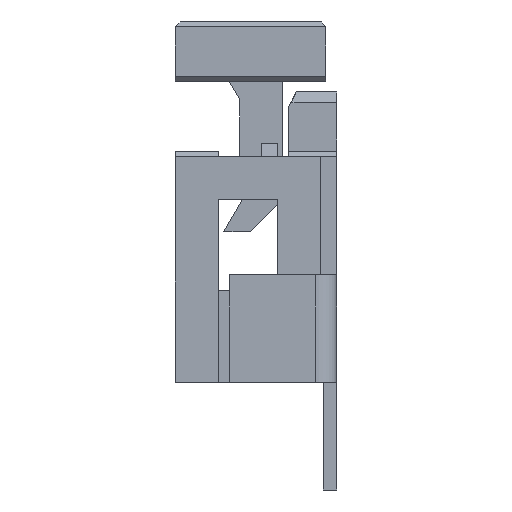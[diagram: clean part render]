
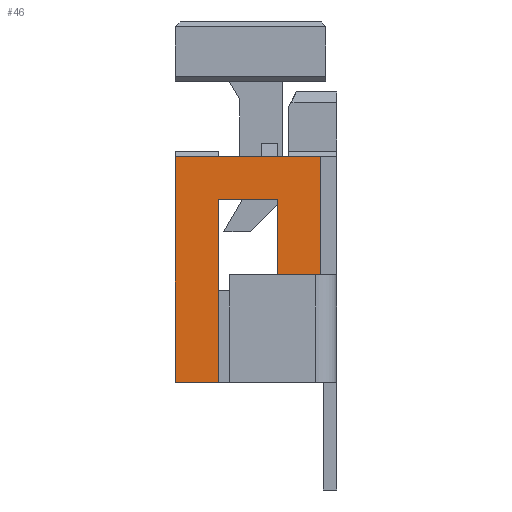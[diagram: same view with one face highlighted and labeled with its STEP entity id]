
A CAD part, left-side view. The second image highlights one B-rep face of the part: STEP entity #46.
In plain terms, the highlighted planar face has unit normal (-1, 0, 0).
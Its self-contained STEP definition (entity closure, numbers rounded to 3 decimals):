
#46=ADVANCED_FACE('',(#670),#671,.F.);
#670=FACE_OUTER_BOUND('',#1954,.T.);
#671=PLANE('',#1955);
#1954=EDGE_LOOP('',(#3238,#3239,#3240,#3241,#3242,#3243,#3244,#3245,#3246));
#1955=AXIS2_PLACEMENT_3D('',#3247,#3248,#3249);
#3238=ORIENTED_EDGE('',*,*,#9201,.T.);
#3239=ORIENTED_EDGE('',*,*,#9202,.F.);
#3240=ORIENTED_EDGE('',*,*,#9203,.F.);
#3241=ORIENTED_EDGE('',*,*,#9204,.F.);
#3242=ORIENTED_EDGE('',*,*,#9205,.F.);
#3243=ORIENTED_EDGE('',*,*,#9206,.F.);
#3244=ORIENTED_EDGE('',*,*,#9207,.F.);
#3245=ORIENTED_EDGE('',*,*,#9208,.T.);
#3246=ORIENTED_EDGE('',*,*,#9209,.F.);
#3247=CARTESIAN_POINT('',(-11.5,0.0,0.0));
#3248=DIRECTION('',(1.0,0.0,0.0));
#3249=DIRECTION('',(0.0,1.0,0.0));
#9201=EDGE_CURVE('',#11248,#11249,#11250,.T.);
#9202=EDGE_CURVE('',#11251,#11249,#11252,.T.);
#9203=EDGE_CURVE('',#11253,#11251,#11254,.T.);
#9204=EDGE_CURVE('',#11255,#11253,#11256,.T.);
#9205=EDGE_CURVE('',#11257,#11255,#11258,.T.);
#9206=EDGE_CURVE('',#11259,#11257,#11260,.T.);
#9207=EDGE_CURVE('',#11261,#11259,#11262,.T.);
#9208=EDGE_CURVE('',#11261,#11263,#11264,.T.);
#9209=EDGE_CURVE('',#11248,#11263,#11265,.T.);
#11248=VERTEX_POINT('',#14639);
#11249=VERTEX_POINT('',#14640);
#11250=LINE('',#14641,#14642);
#11251=VERTEX_POINT('',#14643);
#11252=LINE('',#14644,#14645);
#11253=VERTEX_POINT('',#14646);
#11254=LINE('',#14647,#14648);
#11255=VERTEX_POINT('',#14649);
#11256=LINE('',#14650,#14651);
#11257=VERTEX_POINT('',#14652);
#11258=LINE('',#14653,#14654);
#11259=VERTEX_POINT('',#14655);
#11260=LINE('',#14656,#14657);
#11261=VERTEX_POINT('',#14658);
#11262=LINE('',#14659,#14660);
#11263=VERTEX_POINT('',#14661);
#11264=LINE('',#14662,#14663);
#11265=LINE('',#14664,#14665);
#14639=CARTESIAN_POINT('',(-11.5,0.3,4.2));
#14640=CARTESIAN_POINT('',(-11.5,3.0,4.2));
#14641=CARTESIAN_POINT('',(-11.5,0.3,4.2));
#14642=VECTOR('',#20061,2.7);
#14643=CARTESIAN_POINT('',(-11.5,3.0,0.0));
#14644=CARTESIAN_POINT('',(-11.5,3.0,0.0));
#14645=VECTOR('',#20062,4.2);
#14646=CARTESIAN_POINT('',(-11.5,2.2,0.0));
#14647=CARTESIAN_POINT('',(-11.5,2.2,0.0));
#14648=VECTOR('',#20063,0.8);
#14649=CARTESIAN_POINT('',(-11.5,2.2,3.4));
#14650=CARTESIAN_POINT('',(-11.5,2.2,3.4));
#14651=VECTOR('',#20064,3.4);
#14652=CARTESIAN_POINT('',(-11.5,1.1,3.4));
#14653=CARTESIAN_POINT('',(-11.5,1.1,3.4));
#14654=VECTOR('',#20065,1.1);
#14655=CARTESIAN_POINT('',(-11.5,1.1,0.0));
#14656=CARTESIAN_POINT('',(-11.5,1.1,0.0));
#14657=VECTOR('',#20066,3.4);
#14658=CARTESIAN_POINT('',(-11.5,0.3,0.0));
#14659=CARTESIAN_POINT('',(-11.5,0.3,0.0));
#14660=VECTOR('',#20067,0.8);
#14661=CARTESIAN_POINT('',(-11.5,0.3,2.0));
#14662=CARTESIAN_POINT('',(-11.5,0.3,0.0));
#14663=VECTOR('',#20068,2.0);
#14664=CARTESIAN_POINT('',(-11.5,0.3,4.2));
#14665=VECTOR('',#20069,2.2);
#20061=DIRECTION('',(0.0,1.0,0.0));
#20062=DIRECTION('',(0.0,0.0,1.0));
#20063=DIRECTION('',(0.0,1.0,0.0));
#20064=DIRECTION('',(0.0,0.0,-1.0));
#20065=DIRECTION('',(0.0,1.0,0.0));
#20066=DIRECTION('',(0.0,0.0,1.0));
#20067=DIRECTION('',(0.0,1.0,0.0));
#20068=DIRECTION('',(0.0,0.0,1.0));
#20069=DIRECTION('',(0.0,0.0,-1.0));
